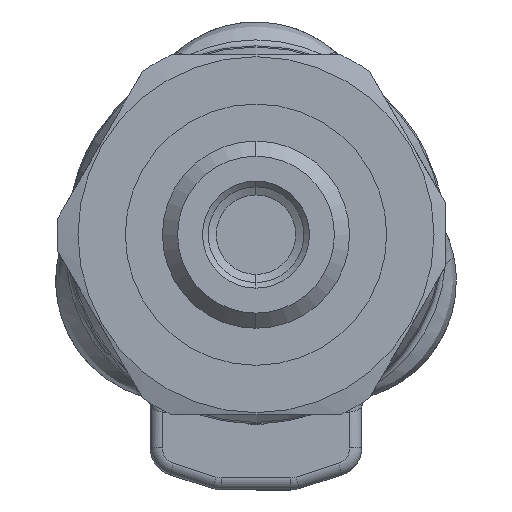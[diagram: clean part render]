
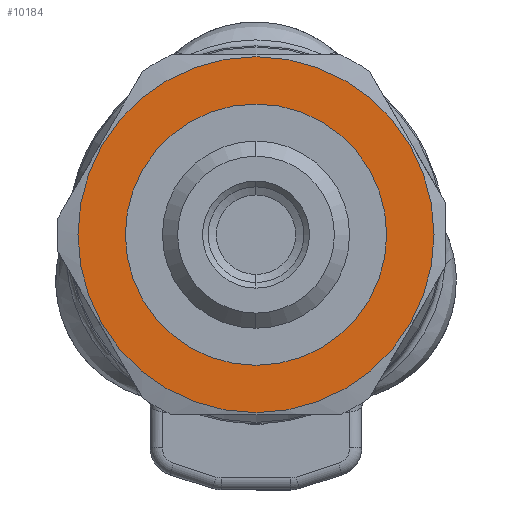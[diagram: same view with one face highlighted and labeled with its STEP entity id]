
A CAD part, front view. The second image highlights one B-rep face of the part: STEP entity #10184.
In plain terms, the highlighted planar face has unit normal (0, -1, 0).
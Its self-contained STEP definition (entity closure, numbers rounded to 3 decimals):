
#156 = AXIS2_PLACEMENT_3D ( 'NONE', #3668, #17583, #1184 ) ;
#688 = EDGE_LOOP ( 'NONE', ( #4003, #16287 ) ) ;
#878 = CARTESIAN_POINT ( 'NONE',  ( 0., 11.1, 9.4 ) ) ;
#912 = EDGE_LOOP ( 'NONE', ( #8167, #10250 ) ) ;
#1184 = DIRECTION ( 'NONE',  ( 0., 0., -1. ) ) ;
#1218 = DIRECTION ( 'NONE',  ( 0., -1., 0. ) ) ;
#1634 = DIRECTION ( 'NONE',  ( 0., -1., 0. ) ) ;
#1898 = CARTESIAN_POINT ( 'NONE',  ( 0., 11.1, 0. ) ) ;
#2025 = DIRECTION ( 'NONE',  ( 0., -1., 0. ) ) ;
#2867 = AXIS2_PLACEMENT_3D ( 'NONE', #9654, #15176, #9776 ) ;
#3668 = CARTESIAN_POINT ( 'NONE',  ( 0., 11.1, 0. ) ) ;
#4003 = ORIENTED_EDGE ( 'NONE', *, *, #8115, .T. ) ;
#5329 = DIRECTION ( 'NONE',  ( 0., 0., -1. ) ) ;
#5789 = CIRCLE ( 'NONE', #14120, 6.9 ) ;
#6424 = CARTESIAN_POINT ( 'NONE',  ( 0., 11.1, -9.4 ) ) ;
#7233 = VERTEX_POINT ( 'NONE', #15147 ) ;
#7940 = AXIS2_PLACEMENT_3D ( 'NONE', #12193, #1218, #9494 ) ;
#8115 = EDGE_CURVE ( 'NONE', #14780, #15315, #17209, .T. ) ;
#8167 = ORIENTED_EDGE ( 'NONE', *, *, #11951, .F. ) ;
#8591 = CARTESIAN_POINT ( 'NONE',  ( 0., 11.1, -6.9 ) ) ;
#8861 = FACE_OUTER_BOUND ( 'NONE', #688, .T. ) ;
#9488 = FACE_BOUND ( 'NONE', #912, .T. ) ;
#9494 = DIRECTION ( 'NONE',  ( 0., 0., -1. ) ) ;
#9654 = CARTESIAN_POINT ( 'NONE',  ( 6.9, 11.1, 0. ) ) ;
#9776 = DIRECTION ( 'NONE',  ( 0., 0., -1. ) ) ;
#10184 = ADVANCED_FACE ( 'NONE', ( #8861, #9488 ), #15010, .T. ) ;
#10230 = VERTEX_POINT ( 'NONE', #8591 ) ;
#10250 = ORIENTED_EDGE ( 'NONE', *, *, #11341, .F. ) ;
#10521 = CIRCLE ( 'NONE', #156, 6.9 ) ;
#11341 = EDGE_CURVE ( 'NONE', #7233, #10230, #10521, .T. ) ;
#11951 = EDGE_CURVE ( 'NONE', #10230, #7233, #5789, .T. ) ;
#12193 = CARTESIAN_POINT ( 'NONE',  ( 0., 11.1, 0. ) ) ;
#13035 = DIRECTION ( 'NONE',  ( 0., 0., -1. ) ) ;
#13485 = CARTESIAN_POINT ( 'NONE',  ( 0., 11.1, 0. ) ) ;
#14120 = AXIS2_PLACEMENT_3D ( 'NONE', #13485, #1634, #5329 ) ;
#14780 = VERTEX_POINT ( 'NONE', #878 ) ;
#15010 = PLANE ( 'NONE',  #2867 ) ;
#15147 = CARTESIAN_POINT ( 'NONE',  ( 0., 11.1, 6.9 ) ) ;
#15176 = DIRECTION ( 'NONE',  ( 0., -1., 0. ) ) ;
#15315 = VERTEX_POINT ( 'NONE', #6424 ) ;
#16072 = EDGE_CURVE ( 'NONE', #15315, #14780, #16383, .T. ) ;
#16270 = AXIS2_PLACEMENT_3D ( 'NONE', #1898, #2025, #13035 ) ;
#16287 = ORIENTED_EDGE ( 'NONE', *, *, #16072, .T. ) ;
#16383 = CIRCLE ( 'NONE', #7940, 9.4 ) ;
#17209 = CIRCLE ( 'NONE', #16270, 9.4 ) ;
#17583 = DIRECTION ( 'NONE',  ( 0., -1., 0. ) ) ;
